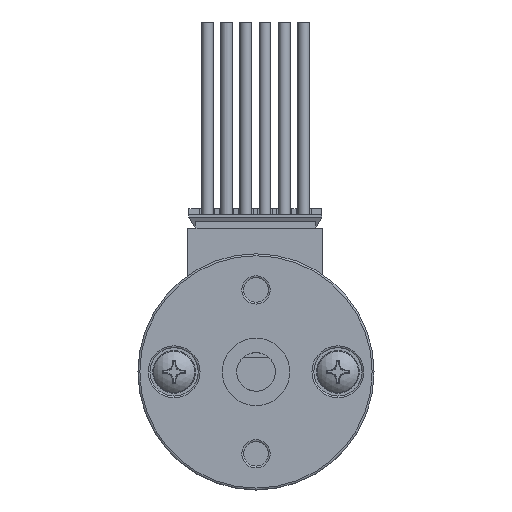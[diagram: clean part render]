
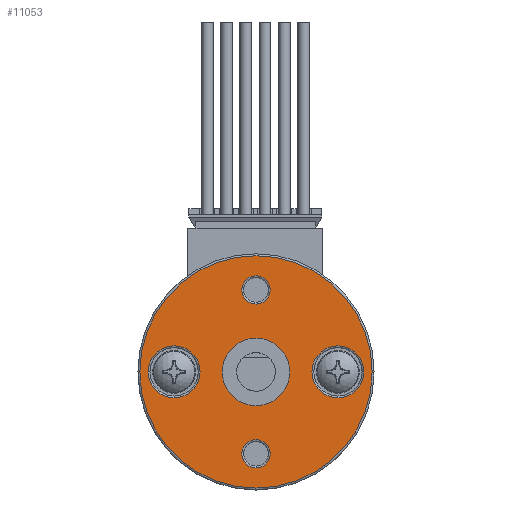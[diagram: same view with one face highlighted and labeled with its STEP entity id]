
A CAD part, front view. The second image highlights one B-rep face of the part: STEP entity #11053.
In plain terms, the highlighted planar face has unit normal (0, -1, 0).
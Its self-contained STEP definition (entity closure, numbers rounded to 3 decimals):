
#272=CIRCLE('',#11835,2.7);
#276=CIRCLE('',#11841,2.7);
#280=CIRCLE('',#11847,1.465);
#284=CIRCLE('',#11853,1.465);
#288=CIRCLE('',#11859,12.05);
#289=CIRCLE('',#11860,2.);
#409=FACE_BOUND('',#1320,.T.);
#410=FACE_BOUND('',#1321,.T.);
#411=FACE_BOUND('',#1322,.T.);
#412=FACE_BOUND('',#1323,.T.);
#413=FACE_BOUND('',#1324,.T.);
#710=FACE_OUTER_BOUND('',#1319,.T.);
#1319=EDGE_LOOP('',(#8391));
#1320=EDGE_LOOP('',(#8392));
#1321=EDGE_LOOP('',(#8393));
#1322=EDGE_LOOP('',(#8394));
#1323=EDGE_LOOP('',(#8395));
#1324=EDGE_LOOP('',(#8396));
#4798=VERTEX_POINT('',#16965);
#4801=VERTEX_POINT('',#16975);
#4804=VERTEX_POINT('',#16985);
#4807=VERTEX_POINT('',#16995);
#4810=VERTEX_POINT('',#17005);
#4811=VERTEX_POINT('',#17007);
#6080=EDGE_CURVE('',#4798,#4798,#272,.T.);
#6085=EDGE_CURVE('',#4801,#4801,#276,.T.);
#6090=EDGE_CURVE('',#4804,#4804,#280,.T.);
#6095=EDGE_CURVE('',#4807,#4807,#284,.T.);
#6100=EDGE_CURVE('',#4810,#4810,#288,.T.);
#6101=EDGE_CURVE('',#4811,#4811,#289,.T.);
#8391=ORIENTED_EDGE('',*,*,#6100,.F.);
#8392=ORIENTED_EDGE('',*,*,#6101,.F.);
#8393=ORIENTED_EDGE('',*,*,#6095,.F.);
#8394=ORIENTED_EDGE('',*,*,#6085,.F.);
#8395=ORIENTED_EDGE('',*,*,#6080,.F.);
#8396=ORIENTED_EDGE('',*,*,#6090,.F.);
#10355=PLANE('',#11858);
#11053=ADVANCED_FACE('',(#710,#409,#410,#411,#412,#413),#10355,.F.);
#11835=AXIS2_PLACEMENT_3D('',#16966,#13538,#13539);
#11841=AXIS2_PLACEMENT_3D('',#16976,#13551,#13552);
#11847=AXIS2_PLACEMENT_3D('',#16986,#13564,#13565);
#11853=AXIS2_PLACEMENT_3D('',#16996,#13577,#13578);
#11858=AXIS2_PLACEMENT_3D('',#17004,#13588,#13589);
#11859=AXIS2_PLACEMENT_3D('',#17006,#13590,#13591);
#11860=AXIS2_PLACEMENT_3D('',#17008,#13592,#13593);
#13538=DIRECTION('center_axis',(0.,-1.,0.));
#13539=DIRECTION('ref_axis',(1.,0.,0.));
#13551=DIRECTION('center_axis',(0.,-1.,0.));
#13552=DIRECTION('ref_axis',(1.,0.,0.));
#13564=DIRECTION('center_axis',(0.,-1.,0.));
#13565=DIRECTION('ref_axis',(0.,0.,1.));
#13577=DIRECTION('center_axis',(0.,-1.,0.));
#13578=DIRECTION('ref_axis',(0.,0.,1.));
#13588=DIRECTION('center_axis',(0.,1.,0.));
#13589=DIRECTION('ref_axis',(1.,0.,0.));
#13590=DIRECTION('center_axis',(0.,1.,0.));
#13591=DIRECTION('ref_axis',(1.,0.,0.));
#13592=DIRECTION('center_axis',(0.,-1.,0.));
#13593=DIRECTION('ref_axis',(1.,0.,0.));
#16965=CARTESIAN_POINT('',(-8.5,0.,-2.7));
#16966=CARTESIAN_POINT('Origin',(-8.5,0.,0.));
#16975=CARTESIAN_POINT('',(8.5,0.,-2.7));
#16976=CARTESIAN_POINT('Origin',(8.5,0.,0.));
#16985=CARTESIAN_POINT('',(0.,0.,7.036));
#16986=CARTESIAN_POINT('Origin',(0.,0.,8.5));
#16995=CARTESIAN_POINT('',(0.,0.,-9.965));
#16996=CARTESIAN_POINT('Origin',(0.,0.,-8.5));
#17004=CARTESIAN_POINT('Origin',(0.,0.,0.));
#17005=CARTESIAN_POINT('',(0.,0.,-12.05));
#17006=CARTESIAN_POINT('Origin',(0.,0.,0.));
#17007=CARTESIAN_POINT('',(-2.,0.,0.));
#17008=CARTESIAN_POINT('Origin',(0.,0.,0.));
